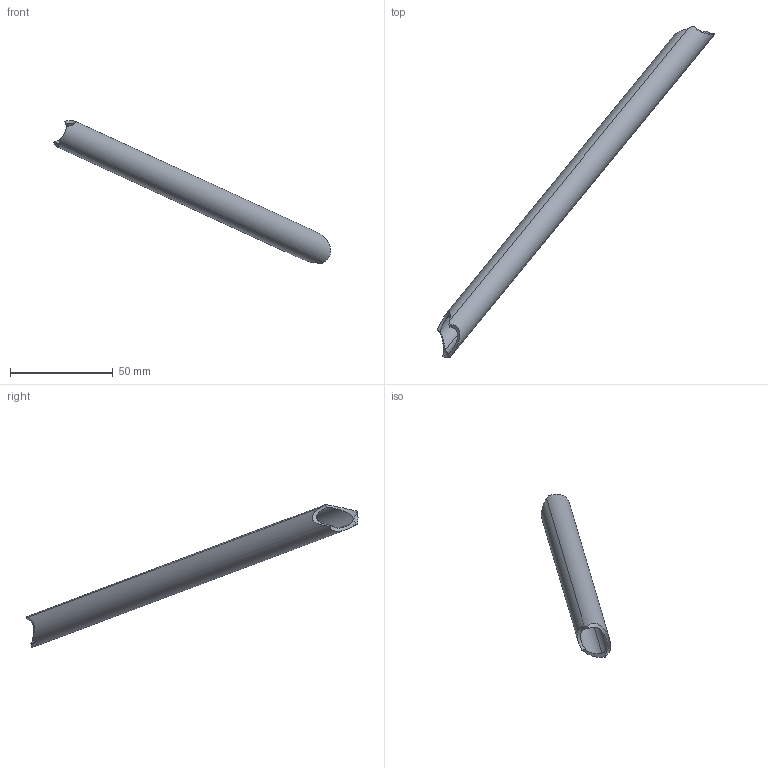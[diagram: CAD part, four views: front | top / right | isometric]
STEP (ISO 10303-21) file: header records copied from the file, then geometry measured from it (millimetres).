
FILE_DESCRIPTION(('STEP AP214'),'1');
FILE_NAME('39.stp','2018-12-06T12:35:01',(' '),(' '),'Spatial InterOp 3D',' ',' ');
FILE_SCHEMA(('automotive_design'));
Length unit declared in the file: metre
Products named in the file (1): Corps1
Bounding box: 135.3 x 161.91 x 69.46 mm (x, y, z)
Volume: 12626.9 mm3; surface area: 17032.3 mm2
Topology: 1 solids, 1 shells, 12 faces, 39 edges, 27 vertices
Faces by surface type: cylinder 11, bspline 1
Entity records: 912 total; most frequent: CARTESIAN_POINT 472, ORIENTED_EDGE 78, DIRECTION 55, EDGE_CURVE 39, VERTEX_POINT 27, AXIS2_PLACEMENT_3D 25, B_SPLINE_CURVE_WITH_KNOTS 21, STYLED_ITEM 13
